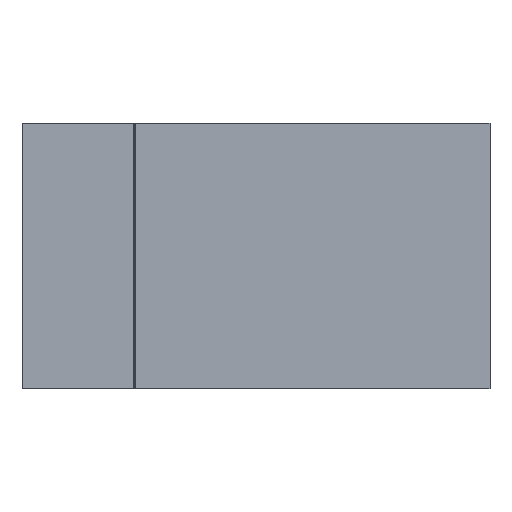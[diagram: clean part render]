
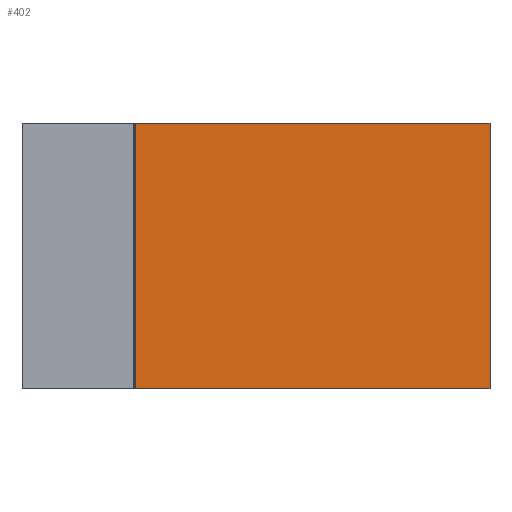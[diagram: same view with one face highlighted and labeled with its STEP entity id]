
A CAD part, front view. The second image highlights one B-rep face of the part: STEP entity #402.
In plain terms, the highlighted planar face has unit normal (0, -1, 0).
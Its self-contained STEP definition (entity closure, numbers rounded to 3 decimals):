
#34=PLANE('',#472);
#56=FACE_OUTER_BOUND('',#82,.T.);
#82=EDGE_LOOP('',(#371,#372,#373,#374));
#89=LINE('',#623,#117);
#94=LINE('',#636,#122);
#104=LINE('',#709,#132);
#107=LINE('',#714,#135);
#117=VECTOR('',#489,10.);
#122=VECTOR('',#502,10.);
#132=VECTOR('',#588,10.);
#135=VECTOR('',#593,10.);
#174=VERTEX_POINT('',#620);
#175=VERTEX_POINT('',#622);
#178=VERTEX_POINT('',#632);
#204=VERTEX_POINT('',#708);
#215=EDGE_CURVE('',#174,#175,#89,.T.);
#222=EDGE_CURVE('',#175,#178,#94,.T.);
#256=EDGE_CURVE('',#204,#174,#104,.T.);
#259=EDGE_CURVE('',#178,#204,#107,.T.);
#371=ORIENTED_EDGE('',*,*,#222,.F.);
#372=ORIENTED_EDGE('',*,*,#215,.F.);
#373=ORIENTED_EDGE('',*,*,#256,.F.);
#374=ORIENTED_EDGE('',*,*,#259,.F.);
#402=ADVANCED_FACE('',(#56),#34,.F.);
#472=AXIS2_PLACEMENT_3D('',#721,#601,#602);
#489=DIRECTION('',(-1.,0.,0.));
#502=DIRECTION('',(0.,0.,1.));
#588=DIRECTION('',(0.,0.,-1.));
#593=DIRECTION('',(1.,0.,0.));
#601=DIRECTION('center_axis',(0.,1.,0.));
#602=DIRECTION('ref_axis',(0.,0.,1.));
#620=CARTESIAN_POINT('',(150.,0.,-85.));
#622=CARTESIAN_POINT('',(-77.5,0.,-85.));
#623=CARTESIAN_POINT('',(150.,0.,-85.));
#632=CARTESIAN_POINT('',(-77.5,0.,85.));
#636=CARTESIAN_POINT('',(-77.5,0.,-42.5));
#708=CARTESIAN_POINT('',(150.,0.,85.));
#709=CARTESIAN_POINT('',(150.,0.,85.));
#714=CARTESIAN_POINT('',(-150.,0.,85.));
#721=CARTESIAN_POINT('Origin',(0.,0.,0.));
